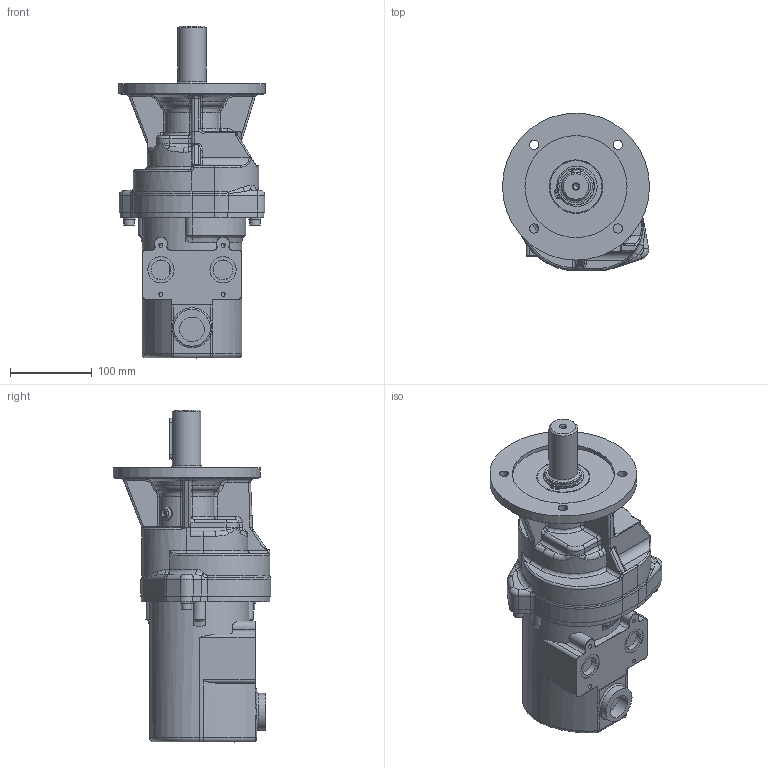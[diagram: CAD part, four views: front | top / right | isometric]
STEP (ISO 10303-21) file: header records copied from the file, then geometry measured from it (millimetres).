
FILE_DESCRIPTION((''),'2;1');
FILE_NAME('MU 400-250_46670025_4444.stp','2010-11-19T11:34:32',('basyouni'),(''),'Autodesk Inventor 2008','Autodesk Inventor 2008','');
FILE_SCHEMA(('AUTOMOTIVE_DESIGN { 1 2 10303 214 0 1 1 1 }'));
Length unit declared in the file: millimetre
Products named in the file (1): MU 400-250_46670025_1
Bounding box: 180 x 193 x 406.5 mm (x, y, z)
Volume: 4601215 mm3; surface area: 261445.9 mm2
Topology: 1 solids, 3 shells, 593 faces, 1466 edges, 880 vertices
Faces by surface type: cylinder 214, plane 159, bspline 152, torus 43, cone 20, sphere 5
Full cylindrical faces by diameter (mm): 2.5 x3, 2.8 x2, 4 x1, 4.2 x1, 4.917 x4, 4.95 x1, 6.647 x1, 8 x3, 9.5 x3, 10 x1, 11.5 x4, 13 x3, 16 x1, 24.117 x2, 30.291 x1, 32 x2, 35 x1, 42.5 x1, 45 x3, 47 x1, 65 x1, 65.5 x1, 125 x1, 180 x1
Entity records: 37494 total; most frequent: CARTESIAN_POINT 23901, DIRECTION 2690, ORIENTED_EDGE 2678, EDGE_CURVE 1339, AXIS2_PLACEMENT_3D 1131, VERTEX_POINT 839, EDGE_LOOP 704, CIRCLE 620
